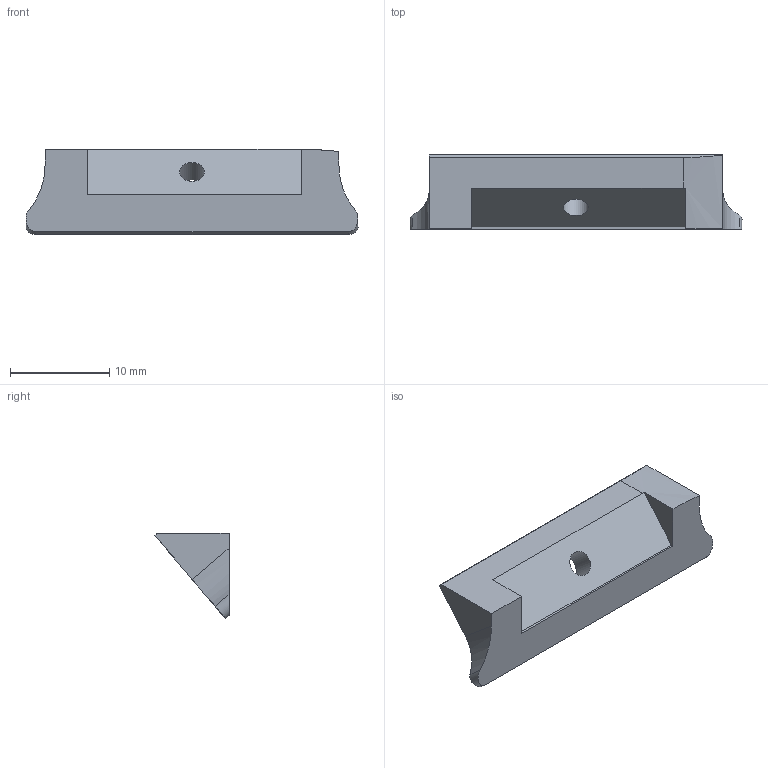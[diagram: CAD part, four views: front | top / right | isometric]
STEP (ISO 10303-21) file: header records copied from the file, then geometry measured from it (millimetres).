
FILE_DESCRIPTION(/* description */ ('STEP AP242','CAx-IF Rec.Pracs.---Representation and Presentation of Product Manufacturing Information (PMI)---4.0---2014-10-13','CAx-IF Rec.Pracs.---3D Tessellated Geometry---0.4---2014-09-14','2;1'),/* implementation_level */ '2;1');
FILE_NAME(/* name */ '670970858003e277ef8c7e04',/* time_stamp */ '2024-10-11T18:37:57Z',/* author */ (''),/* organization */ (''),/* preprocessor_version */ 'ST-DEVELOPER v20',/* originating_system */ ' ',/* authorisation */ ' ');
FILE_SCHEMA (('AP242_MANAGED_MODEL_BASED_3D_ENGINEERING_MIM_LF { 1 0 10303 442 1 1 4 }'));
Length unit declared in the file: metre
Products named in the file (1): top-left-lock
Bounding box: 33.44 x 7.47 x 8.61 mm (x, y, z)
Volume: 802.3 mm3; surface area: 879.2 mm2
Topology: 1 solids, 1 shells, 17 faces, 45 edges, 30 vertices
Faces by surface type: plane 11, cylinder 6
Full cylindrical faces by diameter (mm): 2.5 x1
Entity records: 553 total; most frequent: DIRECTION 93, CARTESIAN_POINT 92, ORIENTED_EDGE 88, EDGE_CURVE 44, LINE 31, VECTOR 31, AXIS2_PLACEMENT_3D 31, VERTEX_POINT 30
